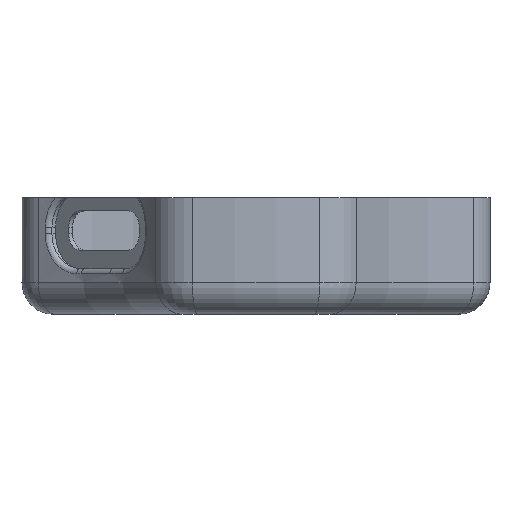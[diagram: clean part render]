
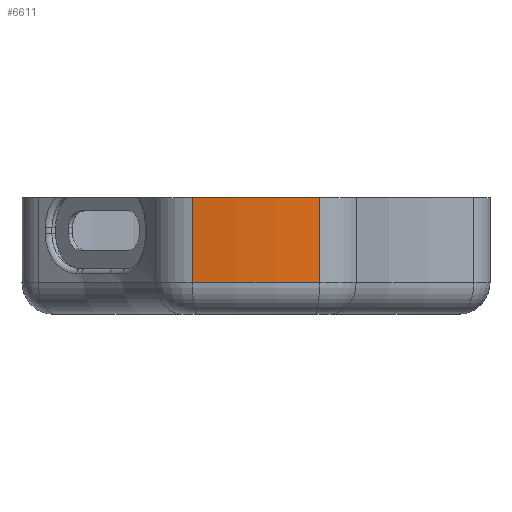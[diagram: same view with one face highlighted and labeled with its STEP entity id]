
A CAD part, front view. The second image highlights one B-rep face of the part: STEP entity #6611.
In plain terms, the highlighted cylindrical face has radius 36.625 mm (diameter 73.25 mm), a partial arc.
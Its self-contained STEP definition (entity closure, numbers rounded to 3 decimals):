
#60 = ORIENTED_EDGE ( 'NONE', *, *, #7105, .T. ) ;
#506 = EDGE_CURVE ( 'NONE', #2270, #7813, #5542, .T. ) ;
#661 = CIRCLE ( 'NONE', #1120, 36.625 ) ;
#750 = DIRECTION ( 'NONE',  ( -1., 0., 0. ) ) ;
#1094 = EDGE_LOOP ( 'NONE', ( #3206, #7367, #60, #3217 ) ) ;
#1120 = AXIS2_PLACEMENT_3D ( 'NONE', #8531, #3186, #2609 ) ;
#1328 = CYLINDRICAL_SURFACE ( 'NONE', #2181, 36.625 ) ;
#1518 = CARTESIAN_POINT ( 'NONE',  ( -7.436, -26.764, -9.209 ) ) ;
#1568 = DIRECTION ( 'NONE',  ( 0., 0., 1. ) ) ;
#1677 = CARTESIAN_POINT ( 'NONE',  ( -7.436, -26.764, -12.209 ) ) ;
#1847 = VECTOR ( 'NONE', #1568, 1000. ) ;
#2043 = AXIS2_PLACEMENT_3D ( 'NONE', #7554, #6913, #750 ) ;
#2181 = AXIS2_PLACEMENT_3D ( 'NONE', #8055, #7301, #6604 ) ;
#2270 = VERTEX_POINT ( 'NONE', #1518 ) ;
#2609 = DIRECTION ( 'NONE',  ( -1., 0., 0. ) ) ;
#2681 = CARTESIAN_POINT ( 'NONE',  ( 4.678, -26.764, -1.109 ) ) ;
#3102 = VERTEX_POINT ( 'NONE', #9429 ) ;
#3186 = DIRECTION ( 'NONE',  ( 0., 0., 1. ) ) ;
#3206 = ORIENTED_EDGE ( 'NONE', *, *, #506, .F. ) ;
#3217 = ORIENTED_EDGE ( 'NONE', *, *, #6840, .T. ) ;
#3689 = FACE_OUTER_BOUND ( 'NONE', #1094, .T. ) ;
#4705 = DIRECTION ( 'NONE',  ( 0., 0., 1. ) ) ;
#5542 = LINE ( 'NONE', #1677, #6335 ) ;
#6335 = VECTOR ( 'NONE', #4705, 1000. ) ;
#6604 = DIRECTION ( 'NONE',  ( 1., 0., 0. ) ) ;
#6611 = ADVANCED_FACE ( 'NONE', ( #3689 ), #1328, .T. ) ;
#6840 = EDGE_CURVE ( 'NONE', #7703, #7813, #9164, .T. ) ;
#6913 = DIRECTION ( 'NONE',  ( 0., 0., -1. ) ) ;
#7105 = EDGE_CURVE ( 'NONE', #3102, #7703, #8388, .T. ) ;
#7301 = DIRECTION ( 'NONE',  ( 0., 0., 1. ) ) ;
#7367 = ORIENTED_EDGE ( 'NONE', *, *, #9550, .T. ) ;
#7554 = CARTESIAN_POINT ( 'NONE',  ( -1.379, 9.357, -1.109 ) ) ;
#7703 = VERTEX_POINT ( 'NONE', #2681 ) ;
#7813 = VERTEX_POINT ( 'NONE', #8906 ) ;
#8055 = CARTESIAN_POINT ( 'NONE',  ( -1.379, 9.357, -12.209 ) ) ;
#8289 = CARTESIAN_POINT ( 'NONE',  ( 4.678, -26.764, -12.209 ) ) ;
#8388 = LINE ( 'NONE', #8289, #1847 ) ;
#8531 = CARTESIAN_POINT ( 'NONE',  ( -1.379, 9.357, -9.209 ) ) ;
#8906 = CARTESIAN_POINT ( 'NONE',  ( -7.436, -26.764, -1.109 ) ) ;
#9164 = CIRCLE ( 'NONE', #2043, 36.625 ) ;
#9429 = CARTESIAN_POINT ( 'NONE',  ( 4.678, -26.764, -9.209 ) ) ;
#9550 = EDGE_CURVE ( 'NONE', #2270, #3102, #661, .T. ) ;
